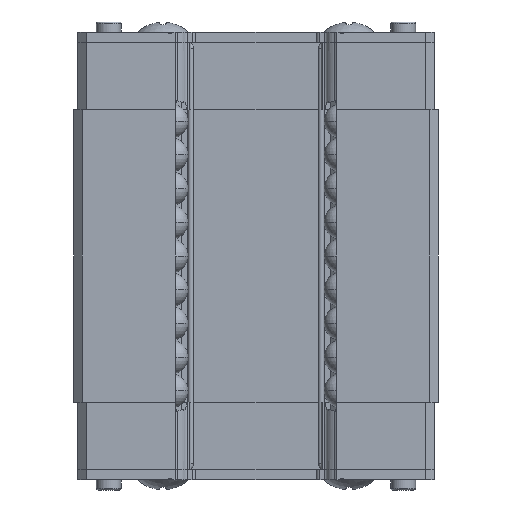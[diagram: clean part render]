
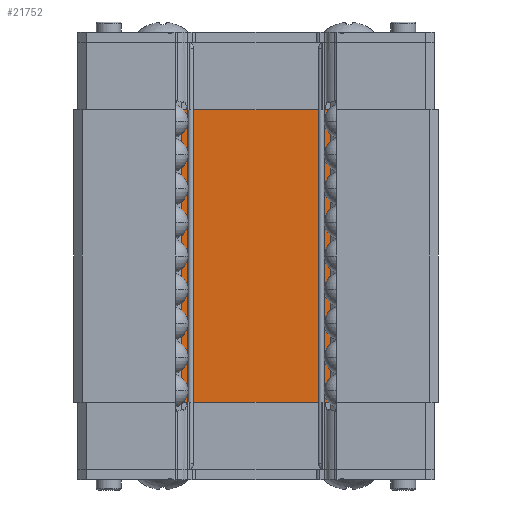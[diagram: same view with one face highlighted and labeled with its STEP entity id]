
A CAD part, front view. The second image highlights one B-rep face of the part: STEP entity #21752.
In plain terms, the highlighted planar face has unit normal (0, -1, 0).
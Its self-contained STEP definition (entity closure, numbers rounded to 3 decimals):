
#19 = VERTEX_POINT ( 'NONE', #9507 ) ;
#110 = DIRECTION ( 'NONE',  ( 1., 0., 0. ) ) ;
#2285 = CARTESIAN_POINT ( 'NONE',  ( -5.5, 1.5, 10.85 ) ) ;
#2623 = ORIENTED_EDGE ( 'NONE', *, *, #14769, .F. ) ;
#2771 = CARTESIAN_POINT ( 'NONE',  ( -5.5, 1.5, 10.85 ) ) ;
#2895 = CARTESIAN_POINT ( 'NONE',  ( -5.5, 1.5, -10.85 ) ) ;
#2973 = EDGE_LOOP ( 'NONE', ( #2623, #9912, #16741, #13192 ) ) ;
#3014 = CARTESIAN_POINT ( 'NONE',  ( -5.5, 1.5, -10.85 ) ) ;
#3681 = VECTOR ( 'NONE', #27434, 1000. ) ;
#4531 = CARTESIAN_POINT ( 'NONE',  ( 5.5, 1.5, -10.85 ) ) ;
#5187 = VERTEX_POINT ( 'NONE', #28643 ) ;
#6788 = CARTESIAN_POINT ( 'NONE',  ( 5.5, 1.5, 10.85 ) ) ;
#6993 = EDGE_CURVE ( 'NONE', #5187, #19, #32562, .T. ) ;
#8102 = LINE ( 'NONE', #4531, #3681 ) ;
#8166 = VERTEX_POINT ( 'NONE', #6788 ) ;
#8239 = PLANE ( 'NONE',  #25844 ) ;
#9507 = CARTESIAN_POINT ( 'NONE',  ( 5.5, 1.5, -10.85 ) ) ;
#9521 = VECTOR ( 'NONE', #25453, 1000. ) ;
#9912 = ORIENTED_EDGE ( 'NONE', *, *, #19930, .F. ) ;
#11555 = FACE_OUTER_BOUND ( 'NONE', #2973, .T. ) ;
#13192 = ORIENTED_EDGE ( 'NONE', *, *, #23992, .T. ) ;
#14769 = EDGE_CURVE ( 'NONE', #32738, #8166, #30910, .T. ) ;
#15238 = CARTESIAN_POINT ( 'NONE',  ( -5.5, 1.5, -10.85 ) ) ;
#16741 = ORIENTED_EDGE ( 'NONE', *, *, #6993, .T. ) ;
#17817 = DIRECTION ( 'NONE',  ( 0., 0., 1. ) ) ;
#19930 = EDGE_CURVE ( 'NONE', #5187, #32738, #23553, .T. ) ;
#21752 = ADVANCED_FACE ( 'NONE', ( #11555 ), #8239, .T. ) ;
#23553 = LINE ( 'NONE', #15238, #23971 ) ;
#23971 = VECTOR ( 'NONE', #17817, 1000. ) ;
#23992 = EDGE_CURVE ( 'NONE', #19, #8166, #8102, .T. ) ;
#25453 = DIRECTION ( 'NONE',  ( 1., 0., 0. ) ) ;
#25740 = VECTOR ( 'NONE', #110, 1000. ) ;
#25774 = DIRECTION ( 'NONE',  ( 1., 0., 0. ) ) ;
#25844 = AXIS2_PLACEMENT_3D ( 'NONE', #2895, #30992, #25774 ) ;
#27434 = DIRECTION ( 'NONE',  ( 0., 0., 1. ) ) ;
#28643 = CARTESIAN_POINT ( 'NONE',  ( -5.5, 1.5, -10.85 ) ) ;
#30910 = LINE ( 'NONE', #2771, #25740 ) ;
#30992 = DIRECTION ( 'NONE',  ( 0., -1., 0. ) ) ;
#32562 = LINE ( 'NONE', #3014, #9521 ) ;
#32738 = VERTEX_POINT ( 'NONE', #2285 ) ;
